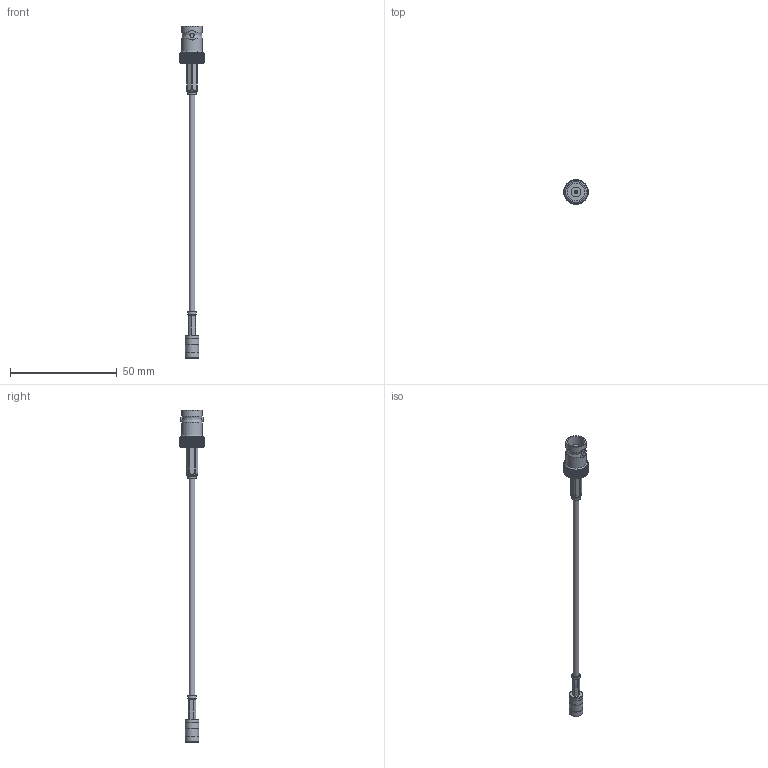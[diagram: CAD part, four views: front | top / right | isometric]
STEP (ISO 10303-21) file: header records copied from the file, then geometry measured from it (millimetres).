
FILE_DESCRIPTION (( 'STEP AP203' ), '1' );
FILE_NAME ('PE3449LF_3D.step', '2022-05-03T16:18:01', ( '' ), ( '' ), 'SwSTEP 2.0', 'SolidWorks 2021', '' );
FILE_SCHEMA (( 'CONFIG_CONTROL_DESIGN' ));
Products named in the file (4): RG174AU^PE3449LF_RG174A-U; PE3449LF_3D; PE4046^PE3449LF_Crimped; PE4079^PE3449LF_Crimped
Assembly tree (3 placements, depth 2):
  PE3449LF_3D
    RG174AU^PE3449LF_RG174A-U
    PE4079^PE3449LF_Crimped
    PE4046^PE3449LF_Crimped
Bounding box: 11.43 x 11.43 x 155.45 mm (x, y, z)
Volume: 2165.6 mm3; surface area: 3911.4 mm2
Topology: 8 solids, 8 shells, 1562 faces, 3458 edges, 1934 vertices
Faces by surface type: bspline 789, cylinder 336, plane 335, cone 95, torus 7
Full cylindrical faces by diameter (mm): 0.014 x1, 0.508 x1, 0.61 x2, 0.66 x2, 1.016 x1, 1.6 x1, 1.651 x1, 1.689 x1, 1.7 x1, 1.702 x1, 1.981 x2, 2.032 x1, 2.108 x2, 2.54 x2, 2.692 x1, 2.71 x1, 2.794 x1, 3.48 x1, 3.607 x1, 3.722 x1, 3.988 x1, 4.013 x1, 4.115 x1, 4.394 x1, 4.572 x1, 5.486 x1, 5.755 x1, 6.161 x1, 6.371 x1, 6.516 x3
Entity records: 139773 total; most frequent: CARTESIAN_POINT 114458, ORIENTED_EDGE 6760, EDGE_CURVE 3380, DIRECTION 2760, B_SPLINE_CURVE_WITH_KNOTS 2081, VERTEX_POINT 1912, EDGE_LOOP 1650, FACE_OUTER_BOUND 1608
